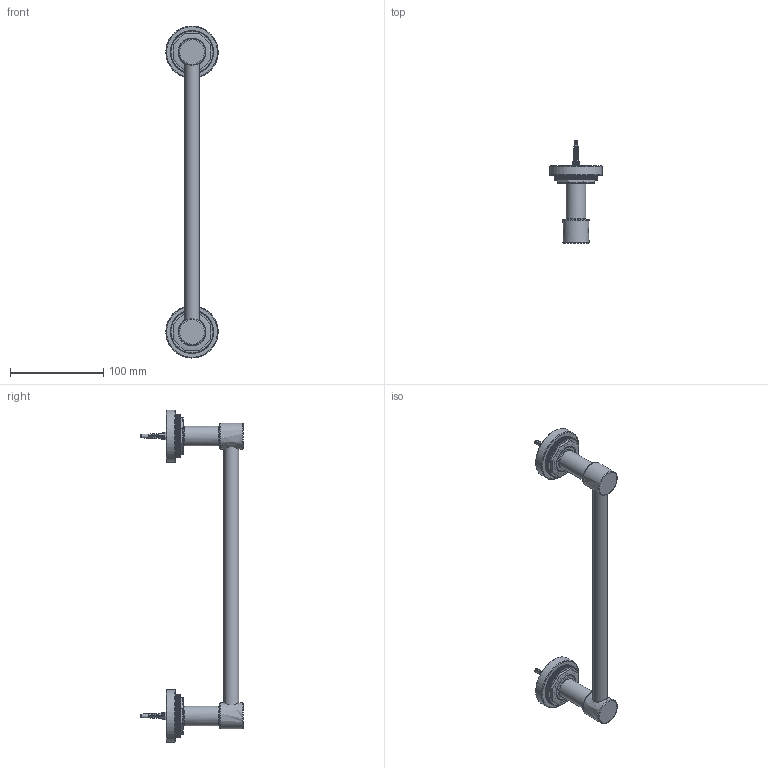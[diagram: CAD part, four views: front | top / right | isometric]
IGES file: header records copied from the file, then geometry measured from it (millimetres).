
Global section: file name: N7767-30-K; native system: Autodesk Inventor 2020; preprocessor: unknown; author: adaniels; date: 20220927.090035; units: millimetre
Bounding box: 56 x 109.5 x 356 mm (x, y, z)
Volume: 126843 mm3; surface area: 85525.6 mm2
Topology: 19 solids, 19 shells, 9094 faces, 19978 edges, 10936 vertices
Faces by surface type: bspline 9094
